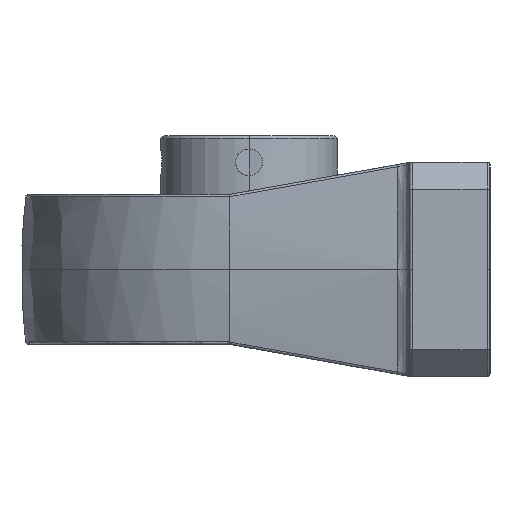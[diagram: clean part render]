
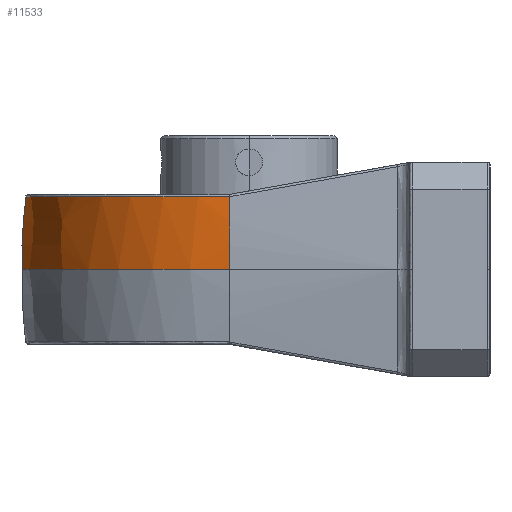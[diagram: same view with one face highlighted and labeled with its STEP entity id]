
A CAD part, left-side view. The second image highlights one B-rep face of the part: STEP entity #11533.
In plain terms, the highlighted free-form (B-spline) face has degree [3, 3] with [4, 4] control points.
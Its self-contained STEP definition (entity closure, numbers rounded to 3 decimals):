
#507 = VERTEX_POINT ( 'NONE', #12925 ) ;
#1274 = CARTESIAN_POINT ( 'NONE',  ( 14.422, 48.215, 2.682 ) ) ;
#1852 = CARTESIAN_POINT ( 'NONE',  ( 14.115, 47.695, 5.422 ) ) ;
#2665 = EDGE_CURVE ( 'NONE', #507, #3866, #16639, .T. ) ;
#2775 = CARTESIAN_POINT ( 'NONE',  ( -16.276, 19.364, 8. ) ) ;
#2776 = EDGE_CURVE ( 'NONE', #9326, #3866, #9789, .T. ) ;
#3344 = ORIENTED_EDGE ( 'NONE', *, *, #2665, .T. ) ;
#3856 = CARTESIAN_POINT ( 'NONE',  ( -14.422, 48.215, 2.682 ) ) ;
#3866 = VERTEX_POINT ( 'NONE', #12044 ) ;
#3948 = CARTESIAN_POINT ( 'NONE',  ( 16.71, 19.481, 5.355 ) ) ;
#4038 = CARTESIAN_POINT ( 'NONE',  ( -14.423, 48.217, 0. ) ) ;
#4062 = CARTESIAN_POINT ( 'NONE',  ( 30.661, 11.091, -0.02 ) ) ;
#4145 = CIRCLE ( 'NONE', #14169, 17. ) ;
#4318 = CARTESIAN_POINT ( 'NONE',  ( -16.935, 19.481, 0. ) ) ;
#4608 = CARTESIAN_POINT ( 'NONE',  ( 16.935, 19.481, 0. ) ) ;
#5055 = DIRECTION ( 'NONE',  ( 0., 0., -1. ) ) ;
#5561 = CARTESIAN_POINT ( 'NONE',  ( 14.423, 48.217, 0. ) ) ;
#6653 = CARTESIAN_POINT ( 'NONE',  ( -16.935, 19.481, 0. ) ) ;
#7809 = DIRECTION ( 'NONE',  ( 0., 0., 1. ) ) ;
#8914 = ORIENTED_EDGE ( 'NONE', *, *, #14769, .T. ) ;
#9012 = AXIS2_PLACEMENT_3D ( 'NONE', #4062, #9367, #5055 ) ;
#9070 = CARTESIAN_POINT ( 'NONE',  ( 0., 18., 0. ) ) ;
#9326 = VERTEX_POINT ( 'NONE', #4608 ) ;
#9367 = DIRECTION ( 'NONE',  ( 0.174, 0.985, 0. ) ) ;
#9424 = CARTESIAN_POINT ( 'NONE',  ( -16.714, 19.442, 5.355 ) ) ;
#9510 = CARTESIAN_POINT ( 'NONE',  ( 13.753, 47.08, 8. ) ) ;
#9740 = DIRECTION ( 'NONE',  ( 0., -1., 0. ) ) ;
#9789 = CIRCLE ( 'NONE', #17470, 48.33 ) ;
#10036 = EDGE_CURVE ( 'NONE', #15542, #507, #14709, .T. ) ;
#10684 = CARTESIAN_POINT ( 'NONE',  ( -13.96, 46.981, 8. ) ) ;
#11034 = CARTESIAN_POINT ( 'NONE',  ( 16.934, 19.481, 2.682 ) ) ;
#11085 = CARTESIAN_POINT ( 'NONE',  ( 16.628, 19.481, 5.422 ) ) ;
#11533 = ADVANCED_FACE ( 'NONE', ( #16476 ), #16584, .F. ) ;
#11693 = ORIENTED_EDGE ( 'NONE', *, *, #10036, .T. ) ;
#12013 = CARTESIAN_POINT ( 'NONE',  ( -14.268, 47.802, 5.355 ) ) ;
#12044 = CARTESIAN_POINT ( 'NONE',  ( 16.628, 19.481, 5.422 ) ) ;
#12277 = CARTESIAN_POINT ( 'NONE',  ( -16.934, 19.481, 2.682 ) ) ;
#12385 = EDGE_LOOP ( 'NONE', ( #11693, #3344, #15974, #8914 ) ) ;
#12785 = CARTESIAN_POINT ( 'NONE',  ( -16.633, 19.427, 5.422 ) ) ;
#12925 = CARTESIAN_POINT ( 'NONE',  ( -16.633, 19.427, 5.422 ) ) ;
#13270 = DIRECTION ( 'NONE',  ( 1., 0., 0. ) ) ;
#13458 = CARTESIAN_POINT ( 'NONE',  ( 14.198, 47.835, 5.355 ) ) ;
#13956 = DIRECTION ( 'NONE',  ( 0., 0., -1. ) ) ;
#14169 = AXIS2_PLACEMENT_3D ( 'NONE', #9070, #7809, #13270 ) ;
#14217 = CARTESIAN_POINT ( 'NONE',  ( -14.211, 47.65, 5.422 ) ) ;
#14709 = CIRCLE ( 'NONE', #9012, 48.33 ) ;
#14769 = EDGE_CURVE ( 'NONE', #9326, #15542, #4145, .T. ) ;
#14788 = CARTESIAN_POINT ( 'NONE',  ( 16.935, 19.481, 0. ) ) ;
#15280 = CARTESIAN_POINT ( 'NONE',  ( -31.395, 19.481, -0.02 ) ) ;
#15542 = VERTEX_POINT ( 'NONE', #4318 ) ;
#15974 = ORIENTED_EDGE ( 'NONE', *, *, #2776, .F. ) ;
#16476 = FACE_OUTER_BOUND ( 'NONE', #12385, .T. ) ;
#16584 =( BOUNDED_SURFACE ( )  B_SPLINE_SURFACE ( 3, 3, ( 
 ( #14788, #5561, #4038, #6653 ),
 ( #11034, #1274, #3856, #12277 ),
 ( #3948, #13458, #12013, #9424 ),
 ( #17447, #9510, #10684, #2775 ) ),
 .UNSPECIFIED., .F., .F., .T. ) 
 B_SPLINE_SURFACE_WITH_KNOTS ( ( 4, 4 ),
 ( 4, 4 ),
 ( 0., 1. ),
 ( 0., 1. ),
 .UNSPECIFIED. ) 
 GEOMETRIC_REPRESENTATION_ITEM ( )  RATIONAL_B_SPLINE_SURFACE ( (
 ( 1., 0.391, 0.391, 1.),
 ( 0.998, 0.391, 0.391, 0.998),
 ( 0.998, 0.391, 0.391, 0.998),
 ( 1., 0.391, 0.391, 1.) ) ) 
 REPRESENTATION_ITEM ( '' )  SURFACE ( )  );
#16639 =( BOUNDED_CURVE ( )  B_SPLINE_CURVE ( 3, ( #12785, #14217, #1852, #11085 ),
 .UNSPECIFIED., .F., .T. ) 
 B_SPLINE_CURVE_WITH_KNOTS ( ( 4, 4 ),
 ( 0., 1. ),
 .UNSPECIFIED. ) 
 CURVE ( )  GEOMETRIC_REPRESENTATION_ITEM ( )  RATIONAL_B_SPLINE_CURVE ( ( 0.998, 0.391, 0.391, 0.998 ) ) 
 REPRESENTATION_ITEM ( '' )  );
#17447 = CARTESIAN_POINT ( 'NONE',  ( 16.265, 19.481, 8. ) ) ;
#17470 = AXIS2_PLACEMENT_3D ( 'NONE', #15280, #9740, #13956 ) ;
